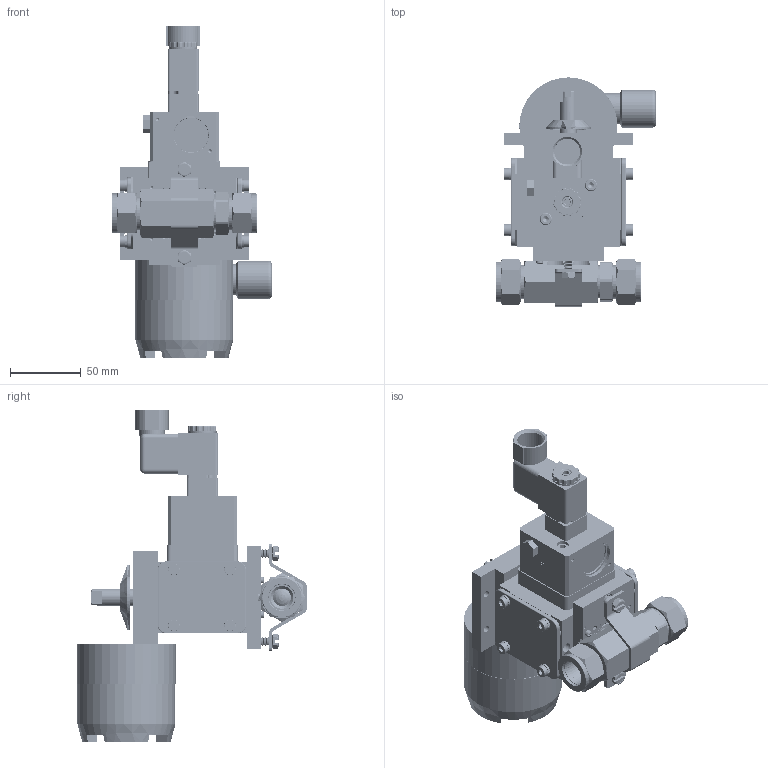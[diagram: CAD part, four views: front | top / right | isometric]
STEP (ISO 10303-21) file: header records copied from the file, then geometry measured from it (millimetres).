
FILE_DESCRIPTION (( 'STEP AP203' ), '1' );
FILE_NAME ('8205XXC12A512DGPDCLS.step', '2018-03-12T15:16:59', ( '' ), ( '' ), 'SwSTEP 2.0', 'SolidWorks 2017', '' );
FILE_SCHEMA (( 'CONFIG_CONTROL_DESIGN' ));
Products named in the file (1): 8205XXC12A512DGPDCLS
Bounding box: 113.19 x 162.28 x 235 mm (x, y, z)
Volume: 610727.6 mm3; surface area: 264112.2 mm2
Topology: 88 solids, 88 shells, 4844 faces, 12076 edges, 7440 vertices
Faces by surface type: cone 1666, cylinder 1596, plane 1070, bspline 264, torus 238, sphere 10
Entity records: 235579 total; most frequent: CARTESIAN_POINT 121545, DIRECTION 24410, ORIENTED_EDGE 23900, EDGE_CURVE 11950, AXIS2_PLACEMENT_3D 9625, VERTEX_POINT 7436, EDGE_LOOP 5222, LINE 5160
